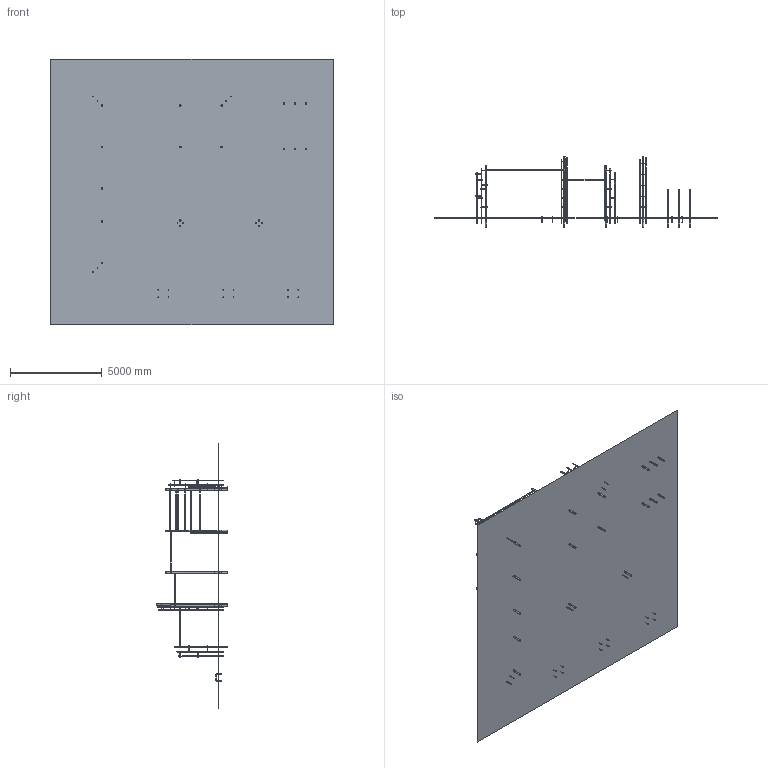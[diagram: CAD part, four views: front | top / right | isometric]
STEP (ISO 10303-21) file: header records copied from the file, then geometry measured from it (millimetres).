
FILE_DESCRIPTION (( 'STEP AP214' ), '1' );
FILE_NAME ('BodyArt L.STEP', '2025-05-26T13:10:00', ( 'Util' ), ( '' ), 'SwSTEP 2.0', 'SolidWorks 2025', '' );
FILE_SCHEMA (( 'AUTOMOTIVE_DESIGN' ));
Length unit declared in the file: millimetre
Products named in the file (29): Sol_L V2; Barres parallèles_BP entraxe 2390 V2; Traverse + visserie_Assemblage echelle inversée; M08 Frein; BA04 - Echelle inversée_Pour Body Art L V2 (avec poteau vague 2); Crochet pompe_V2<Brut de soudage>; Poteau_Poteau double 180° - 2100 & 2350 avec diam33.7 sur h2300; Poteau_Poteau simple - hfix 2100 mm + vague raccourci; Poteau - Cercle_Poteau cercle<Brut d''usinage>; Poteau_Poteau double 90° - 2640 pour échelle inversée + vague 2 V2; Traverse + visserie_Diam. 33.7; BodyArt L; BA02 - Carré de barres de traction_Pour BodyArt L; Traverses_Diam. 33.7<Brut d''usinage>; BA07 - Crochets de Pompes_BA07 V2; Poteau_Poteau double 90° - 2100 & 2300 + vague; Traverses_Echelle inversée<Brut d''usinage>; Poteau_Poteau triple 2 pour échelle inversée ; Poteau_Poteau triple 1 - pour échelle inversée V2; Traverse + visserie_Diam. 42.4; Poteau_Poteau triple 3 pour échelle inversée; Poteau - Cercle_Poteau cercle V2; Poteau_Poteau double 90° - 2300 & 2100; BA06 - Poteau Cercle_BA06; Traverses_Diam. 42.4<Brut d''usinage>; Poteau_Poteau double 180° - 2350 & 2600 avec diam33.7 sur h2300; BA03 - Barres parallèles_BA03 V2; BA01 - 3 barres de traction_Pour Body Art L V2; BA06 - Poteau Cercle_BA06 V2
Assembly tree (57 placements, depth 4):
  BodyArt L
    BA04 - Echelle inversée_Pour Body Art L V2 (avec poteau vague 2)
      Poteau_Poteau double 90° - 2640 pour échelle inversée + vague 2 V2
      Poteau_Poteau triple 1 - pour échelle inversée V2
      Poteau_Poteau triple 2 pour échelle inversée 
      Poteau_Poteau triple 3 pour échelle inversée
      Traverse + visserie_Diam. 42.4  x4
        Traverses_Diam. 42.4<Brut d''usinage>
        M08 Frein
      Traverse + visserie_Assemblage echelle inversée
        Traverses_Echelle inversée<Brut d''usinage>
        M08 Frein  x8
    BA02 - Carré de barres de traction_Pour BodyArt L
      Poteau_Poteau double 90° - 2100 & 2300 + vague
      Poteau_Poteau double 90° - 2300 & 2100
      Traverse + visserie_Diam. 42.4  x4
        Traverses_Diam. 42.4<Brut d''usinage>
        M08 Frein
    BA03 - Barres parallèles_BA03 V2
      Barres parallèles_BP entraxe 2390 V2  x3
    BA01 - 3 barres de traction_Pour Body Art L V2
      Poteau_Poteau simple - hfix 2100 mm + vague raccourci
      Poteau_Poteau double 180° - 2100 & 2350 avec diam33.7 sur h2300
      Poteau_Poteau double 180° - 2350 & 2600 avec diam33.7 sur h2300
      Traverse + visserie_Diam. 42.4  x2
        Traverses_Diam. 42.4<Brut d''usinage>
        M08 Frein
      Traverse + visserie_Diam. 33.7
        Traverses_Diam. 33.7<Brut d''usinage>
        M08 Frein  x4
    BA06 - Poteau Cercle_BA06
      Poteau - Cercle_Poteau cercle<Brut d''usinage>
    BA06 - Poteau Cercle_BA06 V2
      Poteau - Cercle_Poteau cercle V2
    BA07 - Crochets de Pompes_BA07 V2  x3
      Crochet pompe_V2<Brut de soudage>
    Sol_L V2
Bounding box: 15454 x 3875 x 14489 mm (x, y, z)
Volume: 81298344.8 mm3; surface area: 283247620.5 mm2
Topology: 264 solids, 265 shells, 4742 faces, 10982 edges, 6886 vertices
Faces by surface type: cylinder 1636, plane 1474, cone 936, torus 580, sphere 116
Entity records: 100489 total; most frequent: CARTESIAN_POINT 47531, DIRECTION 10676, ORIENTED_EDGE 10356, EDGE_CURVE 5180, AXIS2_PLACEMENT_3D 4469, VERTEX_POINT 3398, EDGE_LOOP 2607, CIRCLE 2332
